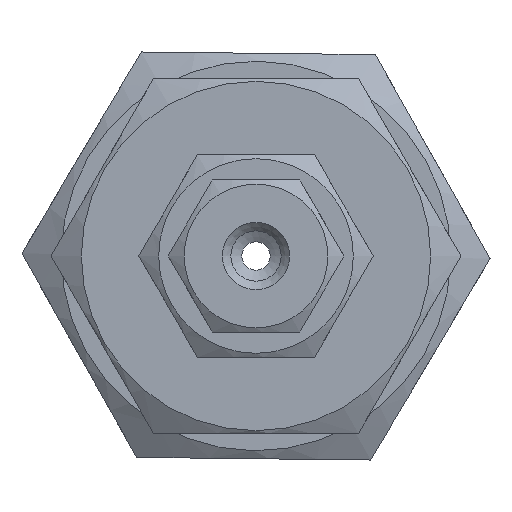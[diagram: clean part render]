
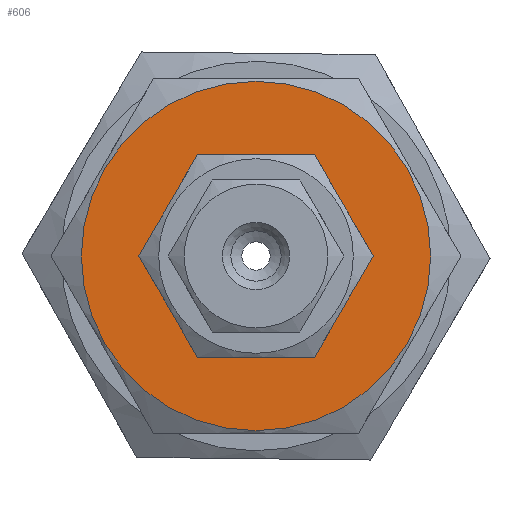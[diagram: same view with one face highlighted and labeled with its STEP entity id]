
A CAD part, left-side view. The second image highlights one B-rep face of the part: STEP entity #606.
In plain terms, the highlighted planar face has unit normal (-1, 0, 0).
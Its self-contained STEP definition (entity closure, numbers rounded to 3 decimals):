
#516=CARTESIAN_POINT('',(0.,-2.45,0.0));
#517=VERTEX_POINT('',#516);
#518=CARTESIAN_POINT('',(0.,0.,0.0));
#519=DIRECTION('',(1.0,0.0,0.0));
#520=DIRECTION('',(0.0,-1.0,0.0));
#521=AXIS2_PLACEMENT_3D('',#518,#519,#520);
#522=CIRCLE('',#521,2.45);
#523=EDGE_CURVE('',#517,#517,#522,.T.);
#533=CARTESIAN_POINT('',(0.0,5.47,0.0));
#534=VERTEX_POINT('',#533);
#535=CARTESIAN_POINT('',(0.,0.,0.0));
#536=DIRECTION('',(1.0,0.0,0.0));
#537=DIRECTION('',(0.0,1.0,0.0));
#538=AXIS2_PLACEMENT_3D('',#535,#536,#537);
#539=CIRCLE('',#538,5.47);
#540=EDGE_CURVE('',#534,#534,#539,.T.);
#595=CARTESIAN_POINT('',(0.0,2.735,0.0));
#596=DIRECTION('',(-1.0,0.0,0.0));
#597=DIRECTION('',(0.0,0.0,1.0));
#598=AXIS2_PLACEMENT_3D('',#595,#596,#597);
#599=PLANE('',#598);
#600=ORIENTED_EDGE('',*,*,#540,.F.);
#601=EDGE_LOOP('',(#600));
#602=FACE_OUTER_BOUND('',#601,.T.);
#603=ORIENTED_EDGE('',*,*,#523,.T.);
#604=EDGE_LOOP('',(#603));
#605=FACE_BOUND('',#604,.T.);
#606=ADVANCED_FACE('',(#602,#605),#599,.T.);
